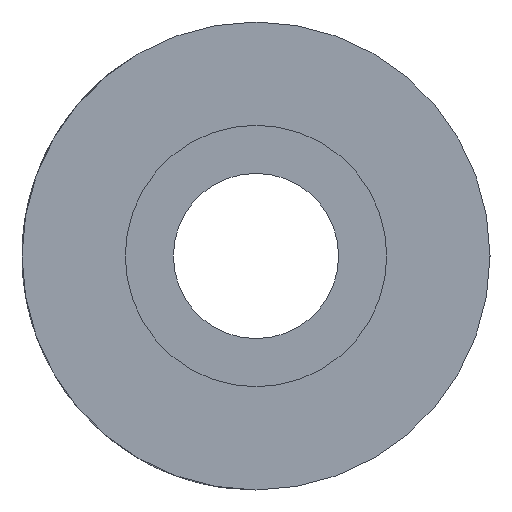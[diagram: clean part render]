
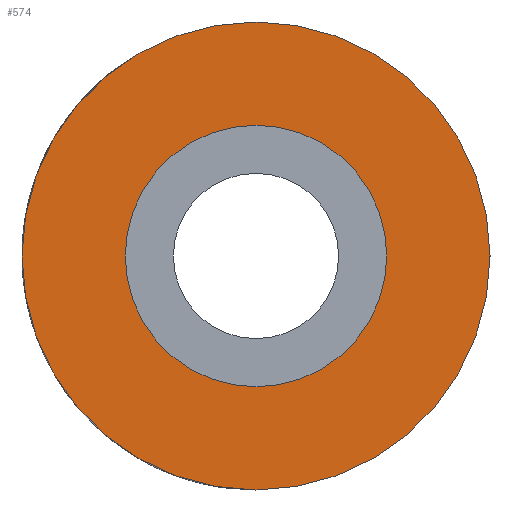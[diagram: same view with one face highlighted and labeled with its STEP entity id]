
A CAD part, left-side view. The second image highlights one B-rep face of the part: STEP entity #574.
In plain terms, the highlighted planar face has unit normal (-1, 0, 0).
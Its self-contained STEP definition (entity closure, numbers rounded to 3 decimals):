
#243 = CIRCLE ( 'NONE', #5586, 8.5 ) ;
#363 = CARTESIAN_POINT ( 'NONE',  ( 0., 0., 0. ) ) ;
#388 = VERTEX_POINT ( 'NONE', #7916 ) ;
#574 = ADVANCED_FACE ( 'NONE', ( #4102, #4142 ), #1509, .F. ) ;
#678 = CARTESIAN_POINT ( 'NONE',  ( 0., 0., 4.75 ) ) ;
#773 = ORIENTED_EDGE ( 'NONE', *, *, #1087, .T. ) ;
#788 = DIRECTION ( 'NONE',  ( 1., 0., 0. ) ) ;
#921 = CARTESIAN_POINT ( 'NONE',  ( 0., 0., -4.75 ) ) ;
#978 = VERTEX_POINT ( 'NONE', #678 ) ;
#1087 = EDGE_CURVE ( 'NONE', #388, #2199, #3722, .T. ) ;
#1155 = DIRECTION ( 'NONE',  ( -1., 0., 0. ) ) ;
#1256 = EDGE_LOOP ( 'NONE', ( #4242, #7459 ) ) ;
#1451 = EDGE_CURVE ( 'NONE', #2199, #388, #243, .T. ) ;
#1460 = AXIS2_PLACEMENT_3D ( 'NONE', #5584, #3514, #4953 ) ;
#1509 = PLANE ( 'NONE',  #1984 ) ;
#1984 = AXIS2_PLACEMENT_3D ( 'NONE', #2052, #788, #7146 ) ;
#2026 = DIRECTION ( 'NONE',  ( 0., 0., 1. ) ) ;
#2052 = CARTESIAN_POINT ( 'NONE',  ( 0., 0., 0. ) ) ;
#2199 = VERTEX_POINT ( 'NONE', #6353 ) ;
#2376 = CARTESIAN_POINT ( 'NONE',  ( 0., 0., 0. ) ) ;
#3503 = EDGE_CURVE ( 'NONE', #6472, #978, #3729, .T. ) ;
#3514 = DIRECTION ( 'NONE',  ( -1., 0., 0. ) ) ;
#3718 = DIRECTION ( 'NONE',  ( 0., 0., 1. ) ) ;
#3722 = CIRCLE ( 'NONE', #7327, 8.5 ) ;
#3729 = CIRCLE ( 'NONE', #1460, 4.75 ) ;
#4102 = FACE_BOUND ( 'NONE', #1256, .T. ) ;
#4142 = FACE_OUTER_BOUND ( 'NONE', #4748, .T. ) ;
#4242 = ORIENTED_EDGE ( 'NONE', *, *, #5238, .F. ) ;
#4748 = EDGE_LOOP ( 'NONE', ( #773, #6556 ) ) ;
#4878 = DIRECTION ( 'NONE',  ( 0., 0., 1. ) ) ;
#4953 = DIRECTION ( 'NONE',  ( 0., 0., 1. ) ) ;
#5238 = EDGE_CURVE ( 'NONE', #978, #6472, #5741, .T. ) ;
#5584 = CARTESIAN_POINT ( 'NONE',  ( 0., 0., 0. ) ) ;
#5586 = AXIS2_PLACEMENT_3D ( 'NONE', #2376, #1155, #3718 ) ;
#5741 = CIRCLE ( 'NONE', #6677, 4.75 ) ;
#5788 = CARTESIAN_POINT ( 'NONE',  ( 0., 0., 0. ) ) ;
#6353 = CARTESIAN_POINT ( 'NONE',  ( 0., 0., -8.5 ) ) ;
#6472 = VERTEX_POINT ( 'NONE', #921 ) ;
#6556 = ORIENTED_EDGE ( 'NONE', *, *, #1451, .T. ) ;
#6677 = AXIS2_PLACEMENT_3D ( 'NONE', #363, #6844, #4878 ) ;
#6844 = DIRECTION ( 'NONE',  ( -1., 0., 0. ) ) ;
#7079 = DIRECTION ( 'NONE',  ( -1., 0., 0. ) ) ;
#7146 = DIRECTION ( 'NONE',  ( 0., 0., -1. ) ) ;
#7327 = AXIS2_PLACEMENT_3D ( 'NONE', #5788, #7079, #2026 ) ;
#7459 = ORIENTED_EDGE ( 'NONE', *, *, #3503, .F. ) ;
#7916 = CARTESIAN_POINT ( 'NONE',  ( 0., 0., 8.5 ) ) ;
